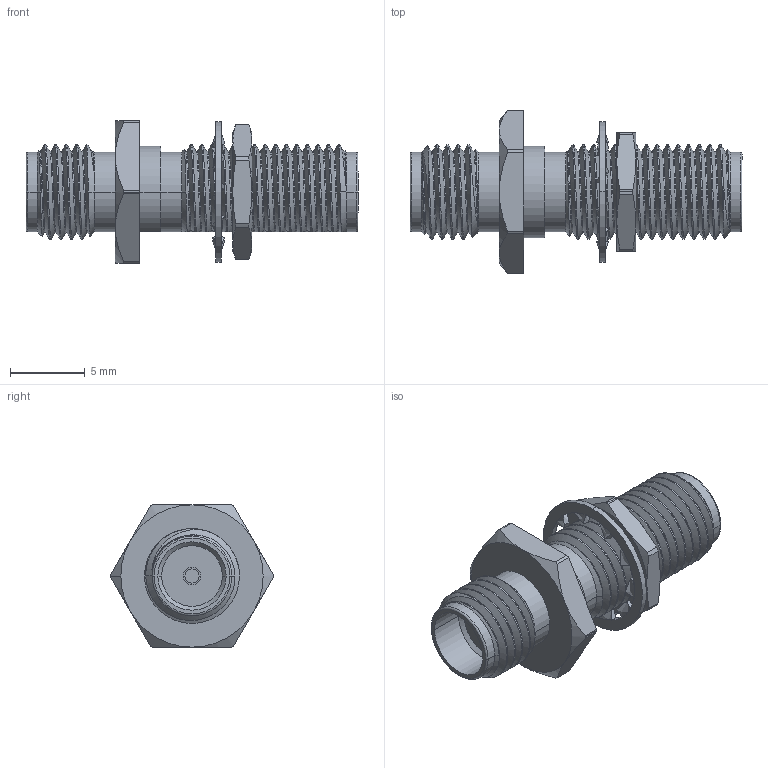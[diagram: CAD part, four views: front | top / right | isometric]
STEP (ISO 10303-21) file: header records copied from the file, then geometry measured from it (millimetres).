
FILE_DESCRIPTION (( 'STEP AP203' ), '1' );
FILE_NAME ('SM4915.step', '2019-09-25T22:59:30', ( '' ), ( '' ), 'SwSTEP 2.0', 'SolidWorks 2018', '' );
FILE_SCHEMA (( 'CONFIG_CONTROL_DESIGN' ));
Length unit declared in the file: inch
Products named in the file (1): SM4915
Bounding box: 22.23 x 10.88 x 9.53 mm (x, y, z)
Volume: 626.5 mm3; surface area: 1043.5 mm2
Topology: 3 solids, 3 shells, 287 faces, 821 edges, 548 vertices
Faces by surface type: cylinder 106, bspline 94, cone 42, plane 41, torus 4
Entity records: 32516 total; most frequent: CARTESIAN_POINT 26174, ORIENTED_EDGE 1642, DIRECTION 925, EDGE_CURVE 821, VERTEX_POINT 548, AXIS2_PLACEMENT_3D 368, EDGE_LOOP 299, FACE_OUTER_BOUND 287
